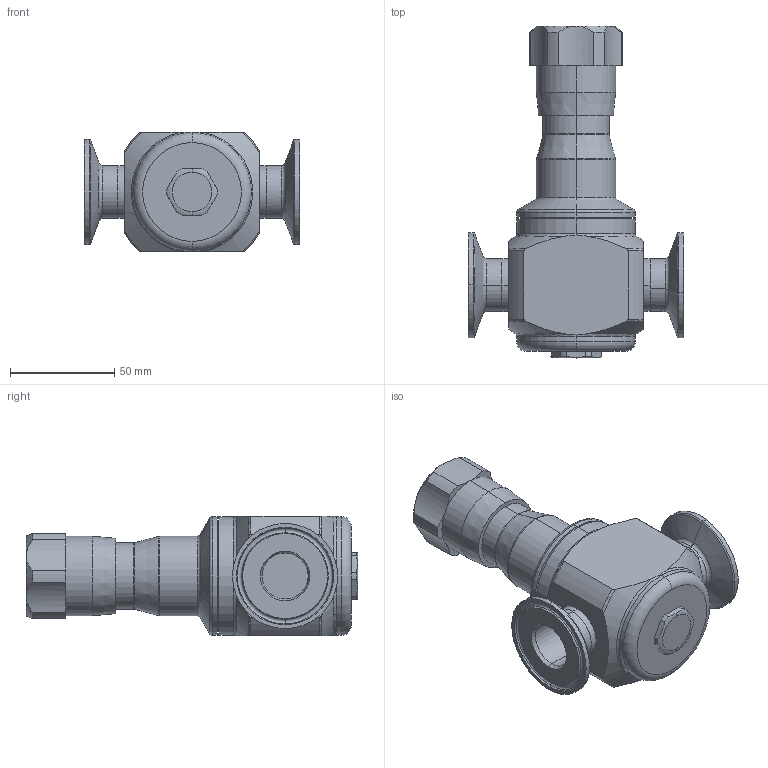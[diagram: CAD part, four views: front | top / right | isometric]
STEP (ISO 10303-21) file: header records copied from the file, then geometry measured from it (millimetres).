
FILE_DESCRIPTION (( 'STEP AP203' ), '1' );
FILE_NAME ('JSR-075-RA.STEP', '2017-06-22T14:08:46', ( '' ), ( '' ), 'SwSTEP 2.0', 'SolidWorks 2014', '' );
FILE_SCHEMA (( 'CONFIG_CONTROL_DESIGN' ));
Length unit declared in the file: inch
Products named in the file (2): JSR-075-RA
Bounding box: 103.12 x 159.06 x 57.15 mm (x, y, z)
Volume: 337941.9 mm3; surface area: 43133.9 mm2
Topology: 1 solids, 1 shells, 150 faces, 348 edges, 210 vertices
Faces by surface type: cylinder 53, torus 36, cone 33, plane 28
Entity records: 4837 total; most frequent: CARTESIAN_POINT 1224, DIRECTION 792, ORIENTED_EDGE 696, AXIS2_PLACEMENT_3D 350, EDGE_CURVE 348, VERTEX_POINT 210, CIRCLE 198, EDGE_LOOP 160
